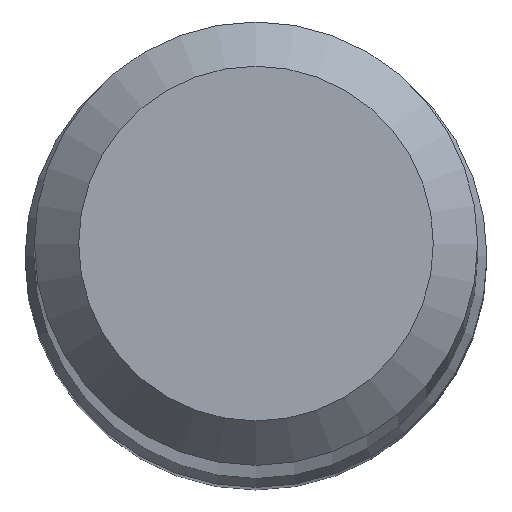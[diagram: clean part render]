
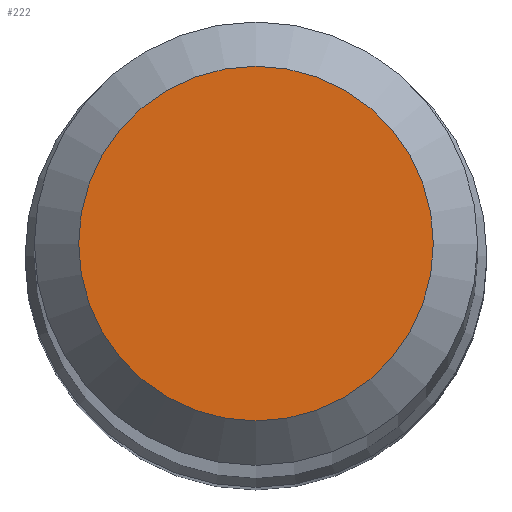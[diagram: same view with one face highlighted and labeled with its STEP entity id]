
A CAD part, top view. The second image highlights one B-rep face of the part: STEP entity #222.
In plain terms, the highlighted planar face has unit normal (0, 0, 1).
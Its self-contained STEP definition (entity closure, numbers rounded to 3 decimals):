
#1 = CIRCLE ( 'NONE', #201, 1.6 ) ;
#12 = CARTESIAN_POINT ( 'NONE',  ( 0., 0., 80. ) ) ;
#18 = DIRECTION ( 'NONE',  ( 0., 0., -1. ) ) ;
#30 = EDGE_LOOP ( 'NONE', ( #123 ) ) ;
#39 = PLANE ( 'NONE',  #72 ) ;
#72 = AXIS2_PLACEMENT_3D ( 'NONE', #179, #78, #82 ) ;
#78 = DIRECTION ( 'NONE',  ( 0., 0., 1. ) ) ;
#82 = DIRECTION ( 'NONE',  ( 0., -1., 0. ) ) ;
#123 = ORIENTED_EDGE ( 'NONE', *, *, #131, .F. ) ;
#131 = EDGE_CURVE ( 'NONE', #200, #200, #1, .T. ) ;
#164 = DIRECTION ( 'NONE',  ( 0., 1., 0. ) ) ;
#177 = CARTESIAN_POINT ( 'NONE',  ( 0., 1.6, 80. ) ) ;
#179 = CARTESIAN_POINT ( 'NONE',  ( 0., 0., 80. ) ) ;
#181 = FACE_OUTER_BOUND ( 'NONE', #30, .T. ) ;
#200 = VERTEX_POINT ( 'NONE', #177 ) ;
#201 = AXIS2_PLACEMENT_3D ( 'NONE', #12, #18, #164 ) ;
#222 = ADVANCED_FACE ( 'NONE', ( #181 ), #39, .T. ) ;
